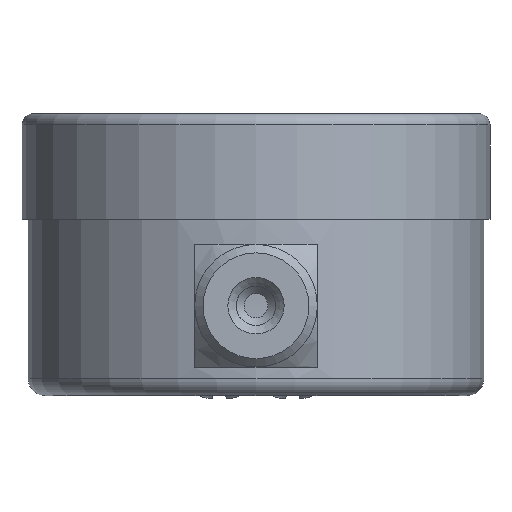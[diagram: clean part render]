
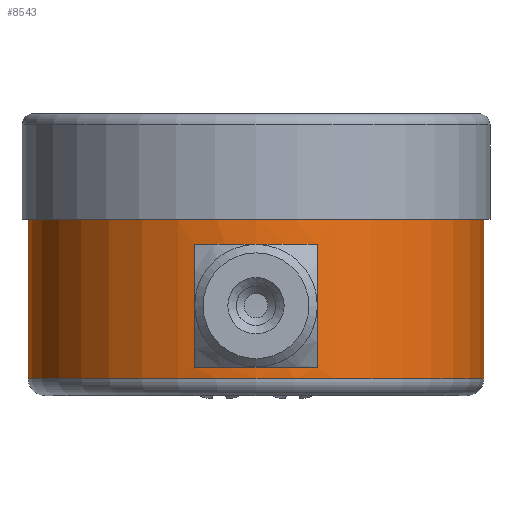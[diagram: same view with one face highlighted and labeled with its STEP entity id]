
A CAD part, front view. The second image highlights one B-rep face of the part: STEP entity #8543.
In plain terms, the highlighted cylindrical face has radius 20.536 mm (diameter 41.072 mm), a full revolution.
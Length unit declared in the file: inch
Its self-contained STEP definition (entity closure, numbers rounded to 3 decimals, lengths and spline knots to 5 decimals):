
#62 = CIRCLE ( 'NONE', #917, 0.8085 ) ;
#135 = CARTESIAN_POINT ( 'NONE',  ( 0.2175, -0.7787, -0.464 ) ) ;
#917 = AXIS2_PLACEMENT_3D ( 'NONE', #9872, #15155, #2032 ) ;
#1695 = LINE ( 'NONE', #3200, #12963 ) ;
#2032 = DIRECTION ( 'NONE',  ( 1., 0., 0. ) ) ;
#2082 = EDGE_CURVE ( 'NONE', #12938, #16092, #1695, .T. ) ;
#2581 = EDGE_LOOP ( 'NONE', ( #3873 ) ) ;
#2691 = DIRECTION ( 'NONE',  ( 0., 0., 1. ) ) ;
#3200 = CARTESIAN_POINT ( 'NONE',  ( -0.2175, -0.7787, -1. ) ) ;
#3773 = VERTEX_POINT ( 'NONE', #15470 ) ;
#3873 = ORIENTED_EDGE ( 'NONE', *, *, #6510, .T. ) ;
#4120 = VERTEX_POINT ( 'NONE', #8095 ) ;
#4198 = ORIENTED_EDGE ( 'NONE', *, *, #10558, .T. ) ;
#4716 = CARTESIAN_POINT ( 'NONE',  ( 0., 0., -0.375 ) ) ;
#6083 = EDGE_LOOP ( 'NONE', ( #6120, #14197, #15594, #15991 ) ) ;
#6120 = ORIENTED_EDGE ( 'NONE', *, *, #7793, .F. ) ;
#6510 = EDGE_CURVE ( 'NONE', #6669, #6669, #12807, .T. ) ;
#6546 = CARTESIAN_POINT ( 'NONE',  ( -0.2175, -0.7787, -0.899 ) ) ;
#6669 = VERTEX_POINT ( 'NONE', #12030 ) ;
#6806 = LINE ( 'NONE', #8226, #9921 ) ;
#7061 = CARTESIAN_POINT ( 'NONE',  ( 0., 0., -0.464 ) ) ;
#7325 = DIRECTION ( 'NONE',  ( 0., 0., -1. ) ) ;
#7438 = AXIS2_PLACEMENT_3D ( 'NONE', #7775, #17161, #16295 ) ;
#7775 = CARTESIAN_POINT ( 'NONE',  ( 0., 0., -0.899 ) ) ;
#7793 = EDGE_CURVE ( 'NONE', #3773, #11198, #6806, .T. ) ;
#7858 = EDGE_CURVE ( 'NONE', #11198, #12938, #9091, .T. ) ;
#8095 = CARTESIAN_POINT ( 'NONE',  ( 0.8085, 0., -0.94 ) ) ;
#8226 = CARTESIAN_POINT ( 'NONE',  ( 0.2175, -0.7787, -1. ) ) ;
#8543 = ADVANCED_FACE ( 'NONE', ( #11607, #16974, #16713 ), #14164, .T. ) ;
#9091 = CIRCLE ( 'NONE', #10216, 0.8085 ) ;
#9872 = CARTESIAN_POINT ( 'NONE',  ( 0., 0., -0.94 ) ) ;
#9921 = VECTOR ( 'NONE', #2691, 39.37008 ) ;
#10085 = DIRECTION ( 'NONE',  ( 0., 0., -1. ) ) ;
#10216 = AXIS2_PLACEMENT_3D ( 'NONE', #7061, #7325, #16564 ) ;
#10558 = EDGE_CURVE ( 'NONE', #4120, #4120, #62, .T. ) ;
#11198 = VERTEX_POINT ( 'NONE', #135 ) ;
#11607 = FACE_BOUND ( 'NONE', #6083, .T. ) ;
#11777 = DIRECTION ( 'NONE',  ( 1., 0., 0. ) ) ;
#12030 = CARTESIAN_POINT ( 'NONE',  ( 0.8085, 0., -0.375 ) ) ;
#12537 = AXIS2_PLACEMENT_3D ( 'NONE', #4716, #10085, #15186 ) ;
#12765 = EDGE_LOOP ( 'NONE', ( #4198 ) ) ;
#12807 = CIRCLE ( 'NONE', #12537, 0.8085 ) ;
#12938 = VERTEX_POINT ( 'NONE', #14254 ) ;
#12963 = VECTOR ( 'NONE', #16648, 39.37008 ) ;
#13112 = DIRECTION ( 'NONE',  ( 0., 0., 1. ) ) ;
#14164 = CYLINDRICAL_SURFACE ( 'NONE', #15637, 0.8085 ) ;
#14197 = ORIENTED_EDGE ( 'NONE', *, *, #15390, .F. ) ;
#14254 = CARTESIAN_POINT ( 'NONE',  ( -0.2175, -0.7787, -0.464 ) ) ;
#15155 = DIRECTION ( 'NONE',  ( 0., 0., 1. ) ) ;
#15186 = DIRECTION ( 'NONE',  ( 1., 0., 0. ) ) ;
#15390 = EDGE_CURVE ( 'NONE', #16092, #3773, #16968, .T. ) ;
#15470 = CARTESIAN_POINT ( 'NONE',  ( 0.2175, -0.7787, -0.899 ) ) ;
#15594 = ORIENTED_EDGE ( 'NONE', *, *, #2082, .F. ) ;
#15637 = AXIS2_PLACEMENT_3D ( 'NONE', #17419, #13112, #11777 ) ;
#15991 = ORIENTED_EDGE ( 'NONE', *, *, #7858, .F. ) ;
#16092 = VERTEX_POINT ( 'NONE', #6546 ) ;
#16295 = DIRECTION ( 'NONE',  ( -1., 0., 0. ) ) ;
#16564 = DIRECTION ( 'NONE',  ( 1., 0., 0. ) ) ;
#16648 = DIRECTION ( 'NONE',  ( 0., 0., -1. ) ) ;
#16713 = FACE_OUTER_BOUND ( 'NONE', #2581, .T. ) ;
#16968 = CIRCLE ( 'NONE', #7438, 0.8085 ) ;
#16974 = FACE_OUTER_BOUND ( 'NONE', #12765, .T. ) ;
#17161 = DIRECTION ( 'NONE',  ( 0., 0., 1. ) ) ;
#17419 = CARTESIAN_POINT ( 'NONE',  ( 0., 0., -1. ) ) ;
